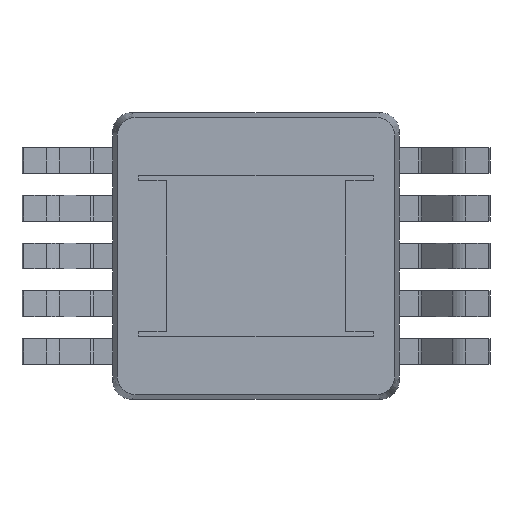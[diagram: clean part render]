
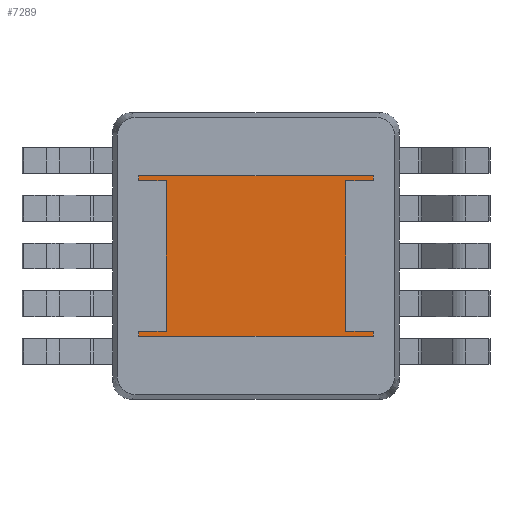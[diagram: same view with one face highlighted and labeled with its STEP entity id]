
A CAD part, front view. The second image highlights one B-rep face of the part: STEP entity #7289.
In plain terms, the highlighted planar face has unit normal (0, -1, 0).
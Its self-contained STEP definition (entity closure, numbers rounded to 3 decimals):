
#22 = CARTESIAN_POINT ( 'NONE',  ( 1.23, -0.43, -0.84 ) ) ;
#29 = CARTESIAN_POINT ( 'NONE',  ( 1.23, -0.43, 0.79 ) ) ;
#40 = VERTEX_POINT ( 'NONE', #6675 ) ;
#267 = DIRECTION ( 'NONE',  ( 0., 1., 0. ) ) ;
#295 = CARTESIAN_POINT ( 'NONE',  ( -1.23, -0.43, -0.84 ) ) ;
#429 = DIRECTION ( 'NONE',  ( 0., 0., 1. ) ) ;
#546 = EDGE_CURVE ( 'NONE', #7413, #8739, #7819, .T. ) ;
#666 = VERTEX_POINT ( 'NONE', #4080 ) ;
#711 = DIRECTION ( 'NONE',  ( 0., 0., -1. ) ) ;
#1014 = DIRECTION ( 'NONE',  ( -1., 0., 0. ) ) ;
#1113 = VERTEX_POINT ( 'NONE', #3732 ) ;
#1199 = ORIENTED_EDGE ( 'NONE', *, *, #7252, .F. ) ;
#1206 = VERTEX_POINT ( 'NONE', #7200 ) ;
#1248 = VECTOR ( 'NONE', #6527, 1000. ) ;
#1296 = EDGE_CURVE ( 'NONE', #1206, #4935, #6374, .T. ) ;
#1385 = LINE ( 'NONE', #29, #7504 ) ;
#1449 = ORIENTED_EDGE ( 'NONE', *, *, #8602, .F. ) ;
#1563 = LINE ( 'NONE', #5082, #1248 ) ;
#1664 = EDGE_CURVE ( 'NONE', #4935, #7427, #1563, .T. ) ;
#1981 = CARTESIAN_POINT ( 'NONE',  ( -1.23, -0.43, -0.79 ) ) ;
#2028 = CARTESIAN_POINT ( 'NONE',  ( -1.23, -0.43, -0.79 ) ) ;
#2186 = VECTOR ( 'NONE', #5141, 1000. ) ;
#2566 = VECTOR ( 'NONE', #429, 1000. ) ;
#2646 = VECTOR ( 'NONE', #1014, 1000. ) ;
#2750 = EDGE_CURVE ( 'NONE', #40, #1113, #8041, .T. ) ;
#2768 = VERTEX_POINT ( 'NONE', #4890 ) ;
#2807 = ORIENTED_EDGE ( 'NONE', *, *, #5973, .F. ) ;
#2872 = LINE ( 'NONE', #4594, #2566 ) ;
#2933 = ORIENTED_EDGE ( 'NONE', *, *, #6329, .F. ) ;
#2975 = DIRECTION ( 'NONE',  ( 0., 0., 1. ) ) ;
#3087 = LINE ( 'NONE', #3168, #5728 ) ;
#3168 = CARTESIAN_POINT ( 'NONE',  ( 1.23, -0.43, 0.84 ) ) ;
#3279 = LINE ( 'NONE', #295, #2646 ) ;
#3492 = CARTESIAN_POINT ( 'NONE',  ( -0.94, -0.43, 0.79 ) ) ;
#3732 = CARTESIAN_POINT ( 'NONE',  ( -1.23, -0.43, 0.84 ) ) ;
#3816 = ORIENTED_EDGE ( 'NONE', *, *, #4321, .F. ) ;
#3894 = VERTEX_POINT ( 'NONE', #6028 ) ;
#4080 = CARTESIAN_POINT ( 'NONE',  ( -0.94, -0.43, -0.79 ) ) ;
#4198 = EDGE_CURVE ( 'NONE', #7427, #7512, #8542, .T. ) ;
#4321 = EDGE_CURVE ( 'NONE', #5727, #40, #7856, .T. ) ;
#4350 = ORIENTED_EDGE ( 'NONE', *, *, #4198, .F. ) ;
#4428 = CARTESIAN_POINT ( 'NONE',  ( 0.94, -0.43, -0.79 ) ) ;
#4506 = DIRECTION ( 'NONE',  ( -1., 0., 0. ) ) ;
#4509 = EDGE_CURVE ( 'NONE', #3894, #1206, #6889, .T. ) ;
#4528 = EDGE_CURVE ( 'NONE', #8739, #666, #4715, .T. ) ;
#4567 = DIRECTION ( 'NONE',  ( 1., 0., 0. ) ) ;
#4594 = CARTESIAN_POINT ( 'NONE',  ( -0.94, -0.43, 0.79 ) ) ;
#4715 = LINE ( 'NONE', #5238, #2186 ) ;
#4890 = CARTESIAN_POINT ( 'NONE',  ( 1.23, -0.43, 0.84 ) ) ;
#4896 = ORIENTED_EDGE ( 'NONE', *, *, #2750, .F. ) ;
#4935 = VERTEX_POINT ( 'NONE', #4428 ) ;
#5082 = CARTESIAN_POINT ( 'NONE',  ( 1.23, -0.43, -0.79 ) ) ;
#5113 = CARTESIAN_POINT ( 'NONE',  ( 0.94, -0.43, 0.79 ) ) ;
#5141 = DIRECTION ( 'NONE',  ( 1., 0., 0. ) ) ;
#5238 = CARTESIAN_POINT ( 'NONE',  ( -0.94, -0.43, -0.79 ) ) ;
#5249 = ORIENTED_EDGE ( 'NONE', *, *, #4509, .F. ) ;
#5351 = VECTOR ( 'NONE', #5469, 1000. ) ;
#5469 = DIRECTION ( 'NONE',  ( 0., 0., 1. ) ) ;
#5503 = ORIENTED_EDGE ( 'NONE', *, *, #4528, .F. ) ;
#5602 = VECTOR ( 'NONE', #5621, 1000. ) ;
#5621 = DIRECTION ( 'NONE',  ( 0., 0., -1. ) ) ;
#5727 = VERTEX_POINT ( 'NONE', #3492 ) ;
#5728 = VECTOR ( 'NONE', #4567, 1000. ) ;
#5868 = CARTESIAN_POINT ( 'NONE',  ( 0., -0.43, 0. ) ) ;
#5973 = EDGE_CURVE ( 'NONE', #2768, #3894, #1385, .T. ) ;
#6028 = CARTESIAN_POINT ( 'NONE',  ( 1.23, -0.43, 0.79 ) ) ;
#6115 = ORIENTED_EDGE ( 'NONE', *, *, #1296, .F. ) ;
#6186 = VECTOR ( 'NONE', #8369, 1000. ) ;
#6226 = AXIS2_PLACEMENT_3D ( 'NONE', #5868, #267, #2975 ) ;
#6329 = EDGE_CURVE ( 'NONE', #666, #5727, #2872, .T. ) ;
#6331 = VECTOR ( 'NONE', #4506, 1000. ) ;
#6374 = LINE ( 'NONE', #7393, #6828 ) ;
#6527 = DIRECTION ( 'NONE',  ( 1., 0., 0. ) ) ;
#6675 = CARTESIAN_POINT ( 'NONE',  ( -1.23, -0.43, 0.79 ) ) ;
#6676 = CARTESIAN_POINT ( 'NONE',  ( 1.23, -0.43, -0.79 ) ) ;
#6811 = FACE_OUTER_BOUND ( 'NONE', #8373, .T. ) ;
#6828 = VECTOR ( 'NONE', #7328, 1000. ) ;
#6889 = LINE ( 'NONE', #5113, #6331 ) ;
#7200 = CARTESIAN_POINT ( 'NONE',  ( 0.94, -0.43, 0.79 ) ) ;
#7252 = EDGE_CURVE ( 'NONE', #7512, #7413, #3279, .T. ) ;
#7267 = PLANE ( 'NONE',  #6226 ) ;
#7289 = ADVANCED_FACE ( 'NONE', ( #6811 ), #7267, .F. ) ;
#7328 = DIRECTION ( 'NONE',  ( 0., 0., -1. ) ) ;
#7330 = ORIENTED_EDGE ( 'NONE', *, *, #546, .F. ) ;
#7347 = ORIENTED_EDGE ( 'NONE', *, *, #1664, .F. ) ;
#7393 = CARTESIAN_POINT ( 'NONE',  ( 0.94, -0.43, -0.79 ) ) ;
#7413 = VERTEX_POINT ( 'NONE', #8029 ) ;
#7427 = VERTEX_POINT ( 'NONE', #6676 ) ;
#7504 = VECTOR ( 'NONE', #711, 1000. ) ;
#7512 = VERTEX_POINT ( 'NONE', #7544 ) ;
#7544 = CARTESIAN_POINT ( 'NONE',  ( 1.23, -0.43, -0.84 ) ) ;
#7669 = CARTESIAN_POINT ( 'NONE',  ( -1.23, -0.43, 0.84 ) ) ;
#7731 = DIRECTION ( 'NONE',  ( -1., 0., 0. ) ) ;
#7819 = LINE ( 'NONE', #2028, #5351 ) ;
#7856 = LINE ( 'NONE', #9016, #8534 ) ;
#8029 = CARTESIAN_POINT ( 'NONE',  ( -1.23, -0.43, -0.84 ) ) ;
#8041 = LINE ( 'NONE', #7669, #6186 ) ;
#8369 = DIRECTION ( 'NONE',  ( 0., 0., 1. ) ) ;
#8373 = EDGE_LOOP ( 'NONE', ( #2807, #1449, #4896, #3816, #2933, #5503, #7330, #1199, #4350, #7347, #6115, #5249 ) ) ;
#8534 = VECTOR ( 'NONE', #7731, 1000. ) ;
#8542 = LINE ( 'NONE', #22, #5602 ) ;
#8602 = EDGE_CURVE ( 'NONE', #1113, #2768, #3087, .T. ) ;
#8739 = VERTEX_POINT ( 'NONE', #1981 ) ;
#9016 = CARTESIAN_POINT ( 'NONE',  ( -1.23, -0.43, 0.79 ) ) ;
